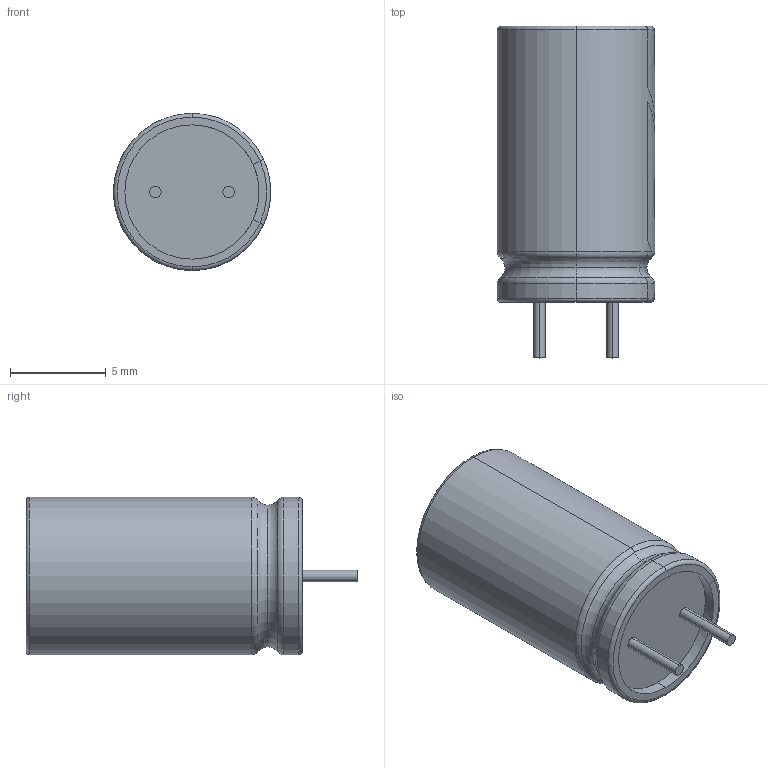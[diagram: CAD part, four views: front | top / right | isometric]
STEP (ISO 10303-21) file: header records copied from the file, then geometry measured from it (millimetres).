
FILE_DESCRIPTION (( 'STEP AP214' ), '1' );
FILE_NAME ('User Library-CE_R150_D320_H570.STEP', '2013-08-19T11:23:32', ( 'Windows User' ), ( '' ), 'SwSTEP 2.0', 'SolidWorks 2013', '' );
FILE_SCHEMA (( 'AUTOMOTIVE_DESIGN' ));
Length unit declared in the file: millimetre
Products named in the file (1): User Library-CE_R150_D320_H570
Bounding box: 8.2 x 17.3 x 8.2 mm (x, y, z)
Volume: 727 mm3; surface area: 506.5 mm2
Topology: 1 solids, 1 shells, 75 faces, 181 edges, 112 vertices
Faces by surface type: torus 35, plane 21, cylinder 19
Entity records: 2955 total; most frequent: CARTESIAN_POINT 491, DIRECTION 392, ORIENTED_EDGE 362, EDGE_CURVE 181, AXIS2_PLACEMENT_3D 165, VERTEX_POINT 112, CIRCLE 89, EDGE_LOOP 79
